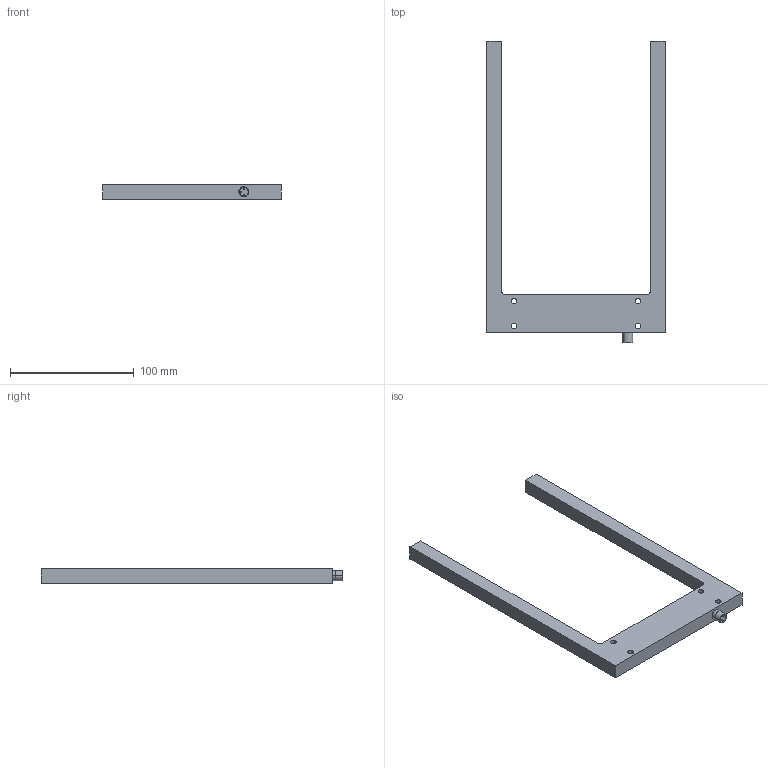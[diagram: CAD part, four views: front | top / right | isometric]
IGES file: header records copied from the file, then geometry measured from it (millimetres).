
Start section: IMSI TurboCAD v14.0
Global section: author: NULL; organization: NULL; date: 20190520.092806; units: millimetre
Bounding box: 144 x 243.76 x 12 mm (x, y, z)
Surface area: 33432.8 mm2 (no closed solid volume)
Topology: 0 solids, 0 shells, 37 faces, 180 edges, 180 vertices
Faces by surface type: revolution 22, extrusion 15
